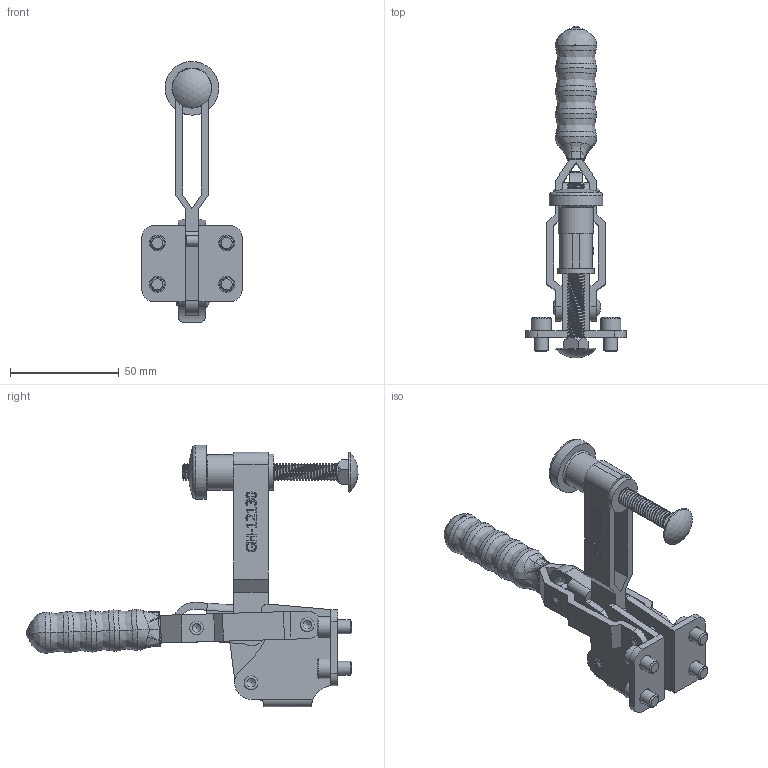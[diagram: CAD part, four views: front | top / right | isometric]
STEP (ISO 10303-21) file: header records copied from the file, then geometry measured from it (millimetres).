
FILE_DESCRIPTION(/* description */ (''),/* implementation_level */ '2;1');
FILE_NAME(/* name */ 'GH-12130-CK.stp',/* time_stamp */ '2023-02-07T08:33:41-05:00',/* author */ ('rwoods'),/* organization */ ('BIB design'),/* preprocessor_version */ 'ST-DEVELOPER v19.2',/* originating_system */ 'Autodesk Inventor 2023',/* authorisation */ ' ');
FILE_SCHEMA (('AUTOMOTIVE_DESIGN { 1 0 10303 214 3 1 1 }'));
Length unit declared in the file: inch
Products named in the file (15): GH-12130-CK; GH-12130; Part_1711; Part_2048; Part_2049; Part_6045; Part_7003; Part_15646; Part_14771; Part_127296; SHCS_UNC; 5-16 CK; .312 x 5-16; 5-16 x 3.0lg Carriage Bolt; 5-16 Knob
Assembly tree (17 placements, depth 3):
  GH-12130-CK
    GH-12130
      Part_1711
      Part_2048
      Part_2049
      Part_6045
      Part_7003
      Part_15646
      Part_14771
      Part_127296
    SHCS_UNC  x4
    5-16 CK
      .312 x 5-16
      5-16 x 3.0lg Carriage Bolt
      5-16 Knob
Bounding box: 46 x 152.32 x 119.81 mm (x, y, z)
Volume: 66989.7 mm3; surface area: 42349.1 mm2
Topology: 15 solids, 15 shells, 716 faces, 1926 edges, 1248 vertices
Faces by surface type: plane 283, cylinder 197, bspline 186, cone 24, torus 21, sphere 5
Full cylindrical faces by diameter (mm): 4 x3, 4.8 x6, 4.9 x6, 5 x2, 6.028 x50, 6.35 x4, 6.4 x2, 6.401 x2, 6.5 x2, 7.2 x4, 7.938 x48, 9.398 x4, 9.652 x1, 16.332 x1, 16.662 x1, 24.663 x1
Entity records: 36387 total; most frequent: CARTESIAN_POINT 19913, ORIENTED_EDGE 3620, DIRECTION 2638, EDGE_CURVE 1810, VERTEX_POINT 1192, LINE 922, VECTOR 922, AXIS2_PLACEMENT_3D 858
